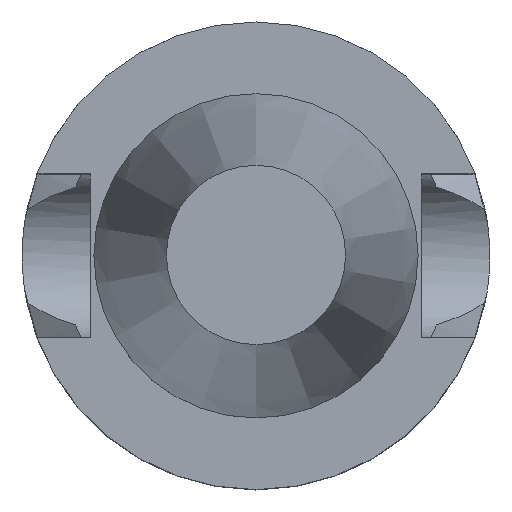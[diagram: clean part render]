
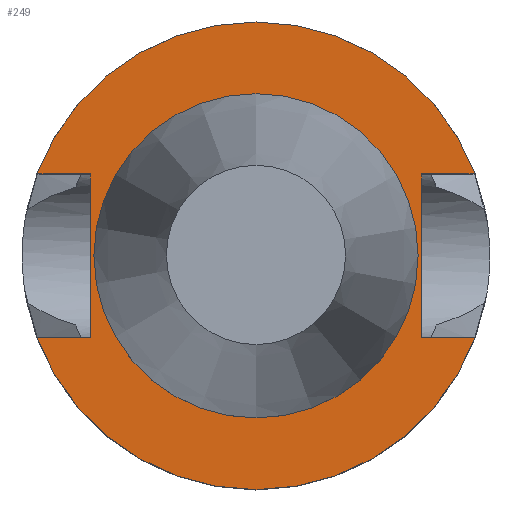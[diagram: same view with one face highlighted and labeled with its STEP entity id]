
A CAD part, top view. The second image highlights one B-rep face of the part: STEP entity #249.
In plain terms, the highlighted planar face has unit normal (0, 0, 1).
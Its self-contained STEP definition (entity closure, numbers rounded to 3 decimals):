
#117=EDGE_CURVE('240[2]',#344,#345,#346,.T.);
#134=EDGE_CURVE('240[2]',#373,#344,#374,.T.);
#164=EDGE_CURVE('240[2]',#420,#373,#421,.T.);
#178=EDGE_CURVE('240[2]',#441,#442,#443,.T.);
#188=EDGE_CURVE('240[2]',#455,#441,#456,.T.);
#200=EDGE_CURVE('240[2]',#414,#420,#474,.T.);
#212=EDGE_CURVE('240[2]',#442,#414,#491,.T.);
#221=EDGE_CURVE('240[2]',#345,#455,#502,.T.);
#246=EDGE_CURVE('240[2]',#534,#534,#535,.T.);
#249=ADVANCED_FACE('240[2]',(#538,#539),#540,.T.);
#344=VERTEX_POINT('',#646);
#345=VERTEX_POINT('',#647);
#346=LINE('',#648,#649);
#373=VERTEX_POINT('',#757);
#374=LINE('',#758,#759);
#414=VERTEX_POINT('',#902);
#420=VERTEX_POINT('',#928);
#421=CIRCLE('',#929,23.0);
#441=VERTEX_POINT('',#964);
#442=VERTEX_POINT('',#965);
#443=LINE('',#966,#967);
#455=VERTEX_POINT('',#1050);
#456=CIRCLE('',#1051,23.0);
#474=LINE('',#1076,#1077);
#491=LINE('',#1117,#1118);
#502=LINE('',#1143,#1144);
#534=VERTEX_POINT('',#1208);
#535=CIRCLE('',#1209,15.948);
#538=FACE_OUTER_BOUND('',#1213,.T.);
#539=FACE_BOUND('',#1214,.T.);
#540=PLANE('',#1215);
#646=CARTESIAN_POINT('',(16.3,-8.05,-2.0));
#647=CARTESIAN_POINT('',(16.3,8.05,-2.0));
#648=CARTESIAN_POINT('',(16.3,5.712,-2.0));
#649=VECTOR('',#1587,1.0);
#757=CARTESIAN_POINT('',(21.545,-8.05,-2.0));
#758=CARTESIAN_POINT('',(8.15,-8.05,-2.0));
#759=VECTOR('',#1613,1.0);
#902=CARTESIAN_POINT('',(-16.3,-8.05,-2.0));
#928=CARTESIAN_POINT('',(-21.545,-8.05,-2.0));
#929=AXIS2_PLACEMENT_3D('',#1658,#1659,#1660);
#964=CARTESIAN_POINT('',(-21.545,8.05,-2.0));
#965=CARTESIAN_POINT('',(-16.3,8.05,-2.0));
#966=CARTESIAN_POINT('',(-8.15,8.05,-2.0));
#967=VECTOR('',#1683,1.0);
#1050=CARTESIAN_POINT('',(21.545,8.05,-2.0));
#1051=AXIS2_PLACEMENT_3D('',#1691,#1692,#1693);
#1076=CARTESIAN_POINT('',(-8.15,-8.05,-2.0));
#1077=VECTOR('',#1707,1.0);
#1117=CARTESIAN_POINT('',(-16.3,13.762,-2.0));
#1118=VECTOR('',#1722,1.0);
#1143=CARTESIAN_POINT('',(8.15,8.05,-2.0));
#1144=VECTOR('',#1730,1.0);
#1208=CARTESIAN_POINT('',(0.,15.948,-2.0));
#1209=AXIS2_PLACEMENT_3D('',#1761,#1762,#1763);
#1213=EDGE_LOOP('',(#1765,#1766,#1767,#1768,#1769,#1770,#1771,#1772));
#1214=EDGE_LOOP('',(#1773));
#1215=AXIS2_PLACEMENT_3D('',#1774,#1775,#1776);
#1587=DIRECTION('',(0.0,1.0,0.));
#1613=DIRECTION('',(-1.0,0.,0.));
#1658=CARTESIAN_POINT('',(0.,0.,-2.0));
#1659=DIRECTION('',(0.,0.,1.0));
#1660=DIRECTION('',(0.,1.0,0.));
#1683=DIRECTION('',(1.0,0.,0.));
#1691=CARTESIAN_POINT('',(0.,0.,-2.0));
#1692=DIRECTION('',(0.,0.,1.0));
#1693=DIRECTION('',(0.,1.0,0.));
#1707=DIRECTION('',(-1.0,0.,0.));
#1722=DIRECTION('',(0.0,-1.0,0.));
#1730=DIRECTION('',(1.0,0.,0.));
#1761=CARTESIAN_POINT('',(0.,0.,-2.0));
#1762=DIRECTION('',(0.,0.,1.0));
#1763=DIRECTION('',(0.,1.0,0.));
#1765=ORIENTED_EDGE('',*,*,#200,.T.);
#1766=ORIENTED_EDGE('',*,*,#164,.T.);
#1767=ORIENTED_EDGE('',*,*,#134,.T.);
#1768=ORIENTED_EDGE('',*,*,#117,.T.);
#1769=ORIENTED_EDGE('',*,*,#221,.T.);
#1770=ORIENTED_EDGE('',*,*,#188,.T.);
#1771=ORIENTED_EDGE('',*,*,#178,.T.);
#1772=ORIENTED_EDGE('',*,*,#212,.T.);
#1773=ORIENTED_EDGE('',*,*,#246,.F.);
#1774=CARTESIAN_POINT('',(0.,19.474,-2.0));
#1775=DIRECTION('',(0.,0.,1.0));
#1776=DIRECTION('',(1.0,0.,0.0));
